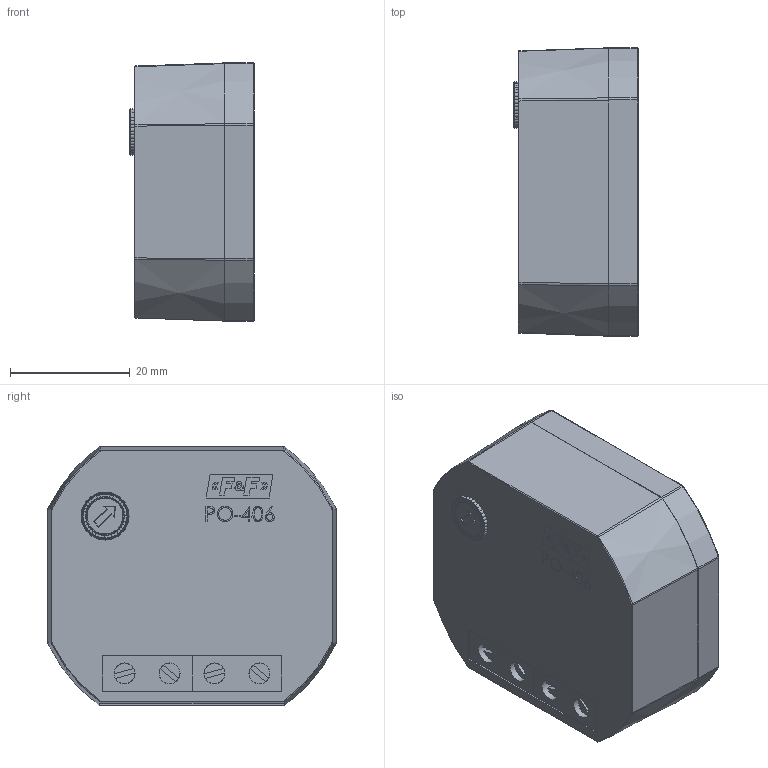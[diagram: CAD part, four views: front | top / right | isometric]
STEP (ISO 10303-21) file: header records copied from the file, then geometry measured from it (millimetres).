
FILE_DESCRIPTION(('STEP AP242'), '1');
FILE_NAME('PO-406', '', ('UNSPECIFIED'), ('UNSPECIFIED'), 'C3D Converter', 'C3D Toolkit', '');
FILE_SCHEMA(('AP242_MANAGED_MODEL_BASED_3D_ENGINEERING_MIM_LF { 1 0 10303 442 1 1 4 }'));
Length unit declared in the file: millimetre
Assembly tree (10 placements, depth 3):
  (unnamed)
    (unnamed)
      (unnamed)
    (unnamed)
    (unnamed)  x2
      (unnamed)
      (unnamed)
    (unnamed)
Bounding box: 20.8 x 48.05 x 43.05 mm (x, y, z)
Volume: 13157.6 mm3; surface area: 17053.4 mm2
Topology: 15 solids, 15 shells, 714 faces, 1853 edges, 1193 vertices
Faces by surface type: plane 348, extrusion 104, torus 95, cone 92, cylinder 63, bspline 12
Full cylindrical faces by diameter (mm): 2 x8, 3.4 x4, 3.5 x4, 6 x1, 7.536 x1
Entity records: 24041 total; most frequent: CARTESIAN_POINT 7126, ORIENTED_EDGE 3052, DIRECTION 2528, EDGE_CURVE 1526, VERTEX_POINT 985, AXIS2_PLACEMENT_3D 845, VECTOR 838, LINE 734
